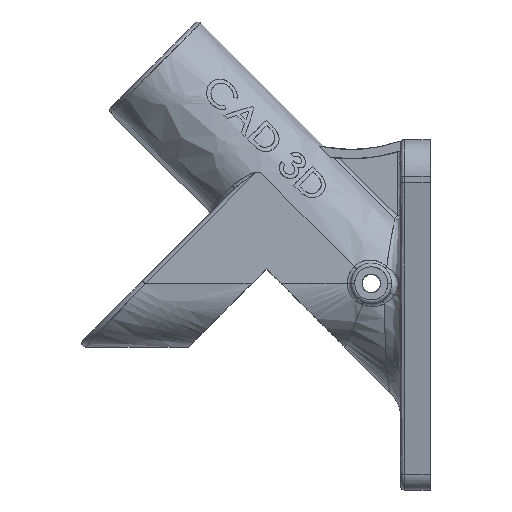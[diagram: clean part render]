
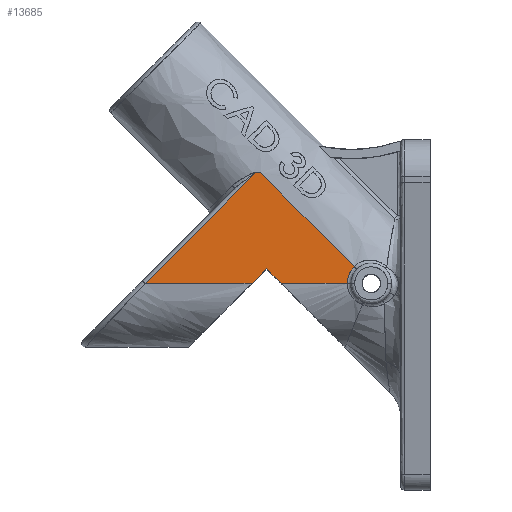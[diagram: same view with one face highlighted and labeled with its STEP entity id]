
A CAD part, top view. The second image highlights one B-rep face of the part: STEP entity #13685.
In plain terms, the highlighted free-form (B-spline) face has degree [1, 1] with [2, 2] control points.
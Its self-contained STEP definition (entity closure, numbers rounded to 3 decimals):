
#13685 = ADVANCED_FACE('',(#13686),#13769,.T.);
#13686 = FACE_BOUND('',#13687,.T.);
#13687 = EDGE_LOOP('',(#13688,#13697,#13705,#13713,#13721,#13729,#13736,
    #13743,#13750,#13757,#13764));
#13688 = ORIENTED_EDGE('',*,*,#13689,.T.);
#13689 = EDGE_CURVE('',#13690,#13692,#13694,.T.);
#13690 = VERTEX_POINT('',#13691);
#13691 = CARTESIAN_POINT('',(-41.903,10.348,
    22.313));
#13692 = VERTEX_POINT('',#13693);
#13693 = CARTESIAN_POINT('',(-18.756,10.348,
    22.313));
#13694 = B_SPLINE_CURVE_WITH_KNOTS('',1,(#13695,#13696),.UNSPECIFIED.,
  .F.,.F.,(2,2),(0.,17.895),.PIECEWISE_BEZIER_KNOTS.);
#13695 = CARTESIAN_POINT('',(-41.903,10.348,
    22.313));
#13696 = CARTESIAN_POINT('',(-18.756,10.348,
    22.313));
#13697 = ORIENTED_EDGE('',*,*,#13698,.T.);
#13698 = EDGE_CURVE('',#13692,#13699,#13701,.T.);
#13699 = VERTEX_POINT('',#13700);
#13700 = CARTESIAN_POINT('',(-18.594,11.988,
    22.313));
#13701 = B_SPLINE_CURVE_WITH_KNOTS('',2,(#13702,#13703,#13704),
  .UNSPECIFIED.,.F.,.F.,(3,3),(0.,0.25),.PIECEWISE_BEZIER_KNOTS.);
#13702 = CARTESIAN_POINT('',(-18.756,10.348,
    22.313));
#13703 = CARTESIAN_POINT('',(-18.756,11.176,
    22.313));
#13704 = CARTESIAN_POINT('',(-18.594,11.988,
    22.313));
#13705 = ORIENTED_EDGE('',*,*,#13706,.T.);
#13706 = EDGE_CURVE('',#13699,#13707,#13709,.T.);
#13707 = VERTEX_POINT('',#13708);
#13708 = CARTESIAN_POINT('',(-18.116,13.566,
    22.313));
#13709 = B_SPLINE_CURVE_WITH_KNOTS('',2,(#13710,#13711,#13712),
  .UNSPECIFIED.,.F.,.F.,(3,3),(0.25,0.5),.PIECEWISE_BEZIER_KNOTS.);
#13710 = CARTESIAN_POINT('',(-18.594,11.988,
    22.313));
#13711 = CARTESIAN_POINT('',(-18.433,12.801,
    22.313));
#13712 = CARTESIAN_POINT('',(-18.116,13.566,
    22.313));
#13713 = ORIENTED_EDGE('',*,*,#13714,.T.);
#13714 = EDGE_CURVE('',#13707,#13715,#13717,.T.);
#13715 = VERTEX_POINT('',#13716);
#13716 = CARTESIAN_POINT('',(-17.339,15.019,
    22.313));
#13717 = B_SPLINE_CURVE_WITH_KNOTS('',2,(#13718,#13719,#13720),
  .UNSPECIFIED.,.F.,.F.,(3,3),(0.5,0.75),.PIECEWISE_BEZIER_KNOTS.);
#13718 = CARTESIAN_POINT('',(-18.116,13.566,
    22.313));
#13719 = CARTESIAN_POINT('',(-17.799,14.331,
    22.313));
#13720 = CARTESIAN_POINT('',(-17.339,15.019,
    22.313));
#13721 = ORIENTED_EDGE('',*,*,#13722,.T.);
#13722 = EDGE_CURVE('',#13715,#13723,#13725,.T.);
#13723 = VERTEX_POINT('',#13724);
#13724 = CARTESIAN_POINT('',(-16.293,16.293,
    22.313));
#13725 = B_SPLINE_CURVE_WITH_KNOTS('',2,(#13726,#13727,#13728),
  .UNSPECIFIED.,.F.,.F.,(3,3),(0.75,1.),.PIECEWISE_BEZIER_KNOTS.);
#13726 = CARTESIAN_POINT('',(-17.339,15.019,
    22.313));
#13727 = CARTESIAN_POINT('',(-16.879,15.708,
    22.313));
#13728 = CARTESIAN_POINT('',(-16.293,16.293,
    22.313));
#13729 = ORIENTED_EDGE('',*,*,#13730,.T.);
#13730 = EDGE_CURVE('',#13723,#13731,#13733,.T.);
#13731 = VERTEX_POINT('',#13732);
#13732 = CARTESIAN_POINT('',(-49.153,49.153,
    22.313));
#13733 = B_SPLINE_CURVE_WITH_KNOTS('',1,(#13734,#13735),.UNSPECIFIED.,
  .F.,.F.,(2,2),(0.,35.926),.PIECEWISE_BEZIER_KNOTS.);
#13734 = CARTESIAN_POINT('',(-16.293,16.293,
    22.313));
#13735 = CARTESIAN_POINT('',(-49.153,49.153,
    22.313));
#13736 = ORIENTED_EDGE('',*,*,#13737,.T.);
#13737 = EDGE_CURVE('',#13731,#13738,#13740,.T.);
#13738 = VERTEX_POINT('',#13739);
#13739 = CARTESIAN_POINT('',(-50.881,49.153,
    22.313));
#13740 = B_SPLINE_CURVE_WITH_KNOTS('',1,(#13741,#13742),.UNSPECIFIED.,
  .F.,.F.,(2,2),(0.,1.336),.PIECEWISE_BEZIER_KNOTS.);
#13741 = CARTESIAN_POINT('',(-49.153,49.153,
    22.313));
#13742 = CARTESIAN_POINT('',(-50.881,49.153,
    22.313));
#13743 = ORIENTED_EDGE('',*,*,#13744,.T.);
#13744 = EDGE_CURVE('',#13738,#13745,#13747,.T.);
#13745 = VERTEX_POINT('',#13746);
#13746 = CARTESIAN_POINT('',(-89.686,10.348,
    22.313));
#13747 = B_SPLINE_CURVE_WITH_KNOTS('',1,(#13748,#13749),.UNSPECIFIED.,
  .F.,.F.,(2,2),(0.,42.426),.PIECEWISE_BEZIER_KNOTS.);
#13748 = CARTESIAN_POINT('',(-50.881,49.153,
    22.313));
#13749 = CARTESIAN_POINT('',(-89.686,10.348,
    22.313));
#13750 = ORIENTED_EDGE('',*,*,#13751,.T.);
#13751 = EDGE_CURVE('',#13745,#13752,#13754,.T.);
#13752 = VERTEX_POINT('',#13753);
#13753 = CARTESIAN_POINT('',(-52.186,10.348,
    22.313));
#13754 = B_SPLINE_CURVE_WITH_KNOTS('',1,(#13755,#13756),.UNSPECIFIED.,
  .F.,.F.,(2,2),(0.,28.991),.PIECEWISE_BEZIER_KNOTS.);
#13755 = CARTESIAN_POINT('',(-89.686,10.348,
    22.313));
#13756 = CARTESIAN_POINT('',(-52.186,10.348,
    22.313));
#13757 = ORIENTED_EDGE('',*,*,#13758,.T.);
#13758 = EDGE_CURVE('',#13752,#13759,#13761,.T.);
#13759 = VERTEX_POINT('',#13760);
#13760 = CARTESIAN_POINT('',(-47.045,15.489,
    22.313));
#13761 = B_SPLINE_CURVE_WITH_KNOTS('',1,(#13762,#13763),.UNSPECIFIED.,
  .F.,.F.,(2,2),(0.,5.621),.PIECEWISE_BEZIER_KNOTS.);
#13762 = CARTESIAN_POINT('',(-52.186,10.348,
    22.313));
#13763 = CARTESIAN_POINT('',(-47.045,15.489,
    22.313));
#13764 = ORIENTED_EDGE('',*,*,#13765,.T.);
#13765 = EDGE_CURVE('',#13759,#13690,#13766,.T.);
#13766 = B_SPLINE_CURVE_WITH_KNOTS('',1,(#13767,#13768),.UNSPECIFIED.,
  .F.,.F.,(2,2),(0.,5.621),.PIECEWISE_BEZIER_KNOTS.);
#13767 = CARTESIAN_POINT('',(-47.045,15.489,
    22.313));
#13768 = CARTESIAN_POINT('',(-41.903,10.348,
    22.313));
#13769 = B_SPLINE_SURFACE_WITH_KNOTS('',1,1,(
    (#13770,#13771)
    ,(#13772,#13773
    )),.UNSPECIFIED.,.F.,.F.,.F.,(2,2),(2,2),(0.,1.),(0.,1.),
  .PIECEWISE_BEZIER_KNOTS.);
#13770 = CARTESIAN_POINT('',(-90.127,10.348,
    22.313));
#13771 = CARTESIAN_POINT('',(-90.127,49.153,
    22.313));
#13772 = CARTESIAN_POINT('',(-15.853,10.348,
    22.313));
#13773 = CARTESIAN_POINT('',(-15.853,49.153,
    22.313));
